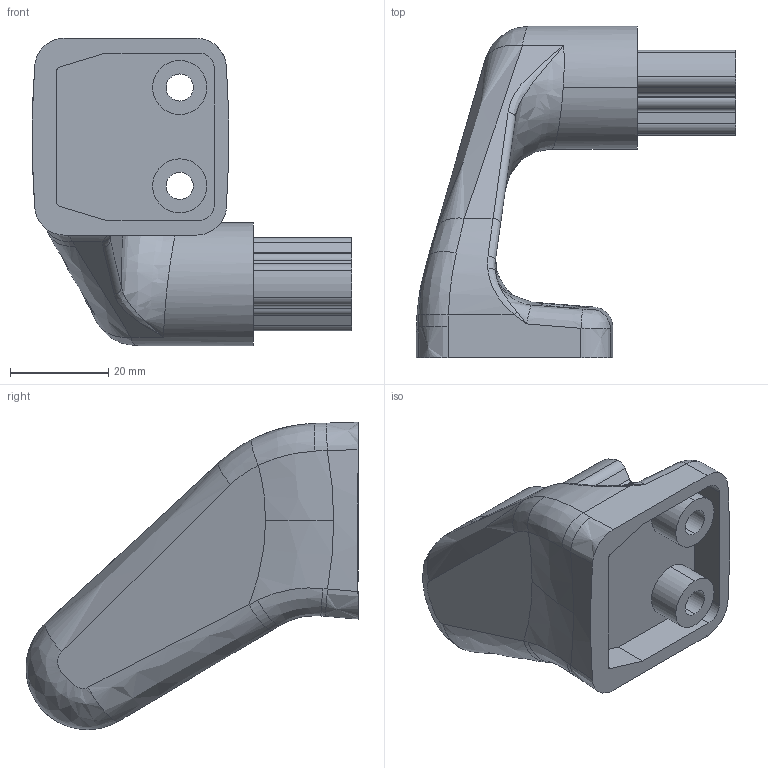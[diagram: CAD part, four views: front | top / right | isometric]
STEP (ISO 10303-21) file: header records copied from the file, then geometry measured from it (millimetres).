
FILE_DESCRIPTION (( 'STEP AP203' ), '1' );
FILE_NAME ('A-223-JA.STEP', '2018-03-26T06:20:02', ( '' ), ( '' ), 'SwSTEP 2.0', 'SolidWorks 2014', '' );
FILE_SCHEMA (( 'CONFIG_CONTROL_DESIGN' ));
Length unit declared in the file: millimetre
Products named in the file (1): A-223-JA
Bounding box: 65 x 67.5 x 62.5 mm (x, y, z)
Volume: 46232.4 mm3; surface area: 14001.7 mm2
Topology: 1 solids, 1 shells, 115 faces, 290 edges, 181 vertices
Faces by surface type: cylinder 50, bspline 35, plane 26, cone 4
Entity records: 5095 total; most frequent: CARTESIAN_POINT 2509, ORIENTED_EDGE 576, DIRECTION 465, EDGE_CURVE 288, AXIS2_PLACEMENT_3D 184, VERTEX_POINT 181, EDGE_LOOP 125, FACE_OUTER_BOUND 115
